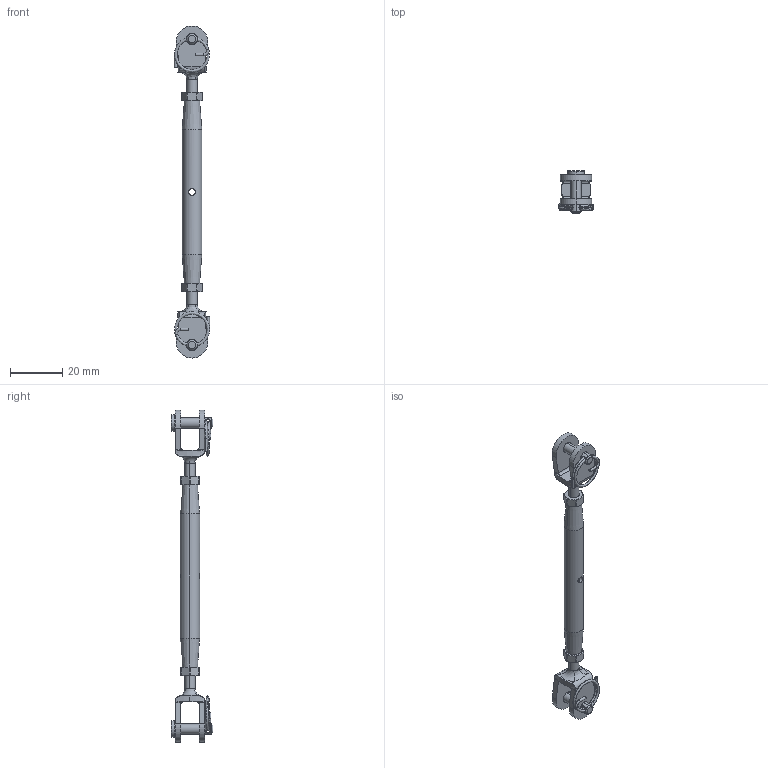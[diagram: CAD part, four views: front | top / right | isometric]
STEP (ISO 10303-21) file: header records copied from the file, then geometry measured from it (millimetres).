
FILE_DESCRIPTION (( 'STEP AP203' ), '1' );
FILE_NAME ('100040004.STEP', '2018-03-16T08:20:06', ( '' ), ( '' ), 'SwSTEP 2.0', 'SolidWorks 2015', '' );
FILE_SCHEMA (( 'CONFIG_CONTROL_DESIGN' ));
Length unit declared in the file: millimetre
Products named in the file (12): 10004000X Teil1_100040004 Teil1; DIN 934 M4-M20_58321-240-4-L; 10005800X Teil1_100058004 Teil1; 10004000X Linksgewinde_100059004; DIN 934 M4-M20_58321-240-4; 10004000X Rechtsgewinde_100058004; 10004000X Teil5_100059004 Teil1; 10004000X Teil6_100059004 Teil2; 10005800X Teil3_100059004 Teil2; 10005800X Teil2_100058004 Teil2; 100040004; 10004000X Teil7_100059004 Teil2
Assembly tree (11 placements, depth 3):
  100040004
    10004000X Teil1_100040004 Teil1
    10004000X Rechtsgewinde_100058004
      10005800X Teil1_100058004 Teil1
      10005800X Teil2_100058004 Teil2
      10005800X Teil3_100059004 Teil2
      DIN 934 M4-M20_58321-240-4
    10004000X Linksgewinde_100059004
      10004000X Teil5_100059004 Teil1
      10004000X Teil6_100059004 Teil2
      10004000X Teil7_100059004 Teil2
      DIN 934 M4-M20_58321-240-4-L
Bounding box: 13.5 x 16 x 127.6 mm (x, y, z)
Volume: 5333.8 mm3; surface area: 7072.8 mm2
Topology: 9 solids, 9 shells, 452 faces, 1161 edges, 736 vertices
Faces by surface type: plane 138, cylinder 122, bspline 122, cone 56, torus 14
Entity records: 28043 total; most frequent: CARTESIAN_POINT 16751, ORIENTED_EDGE 2322, DIRECTION 1723, EDGE_CURVE 1161, VERTEX_POINT 736, AXIS2_PLACEMENT_3D 630, EDGE_LOOP 483, LINE 463
